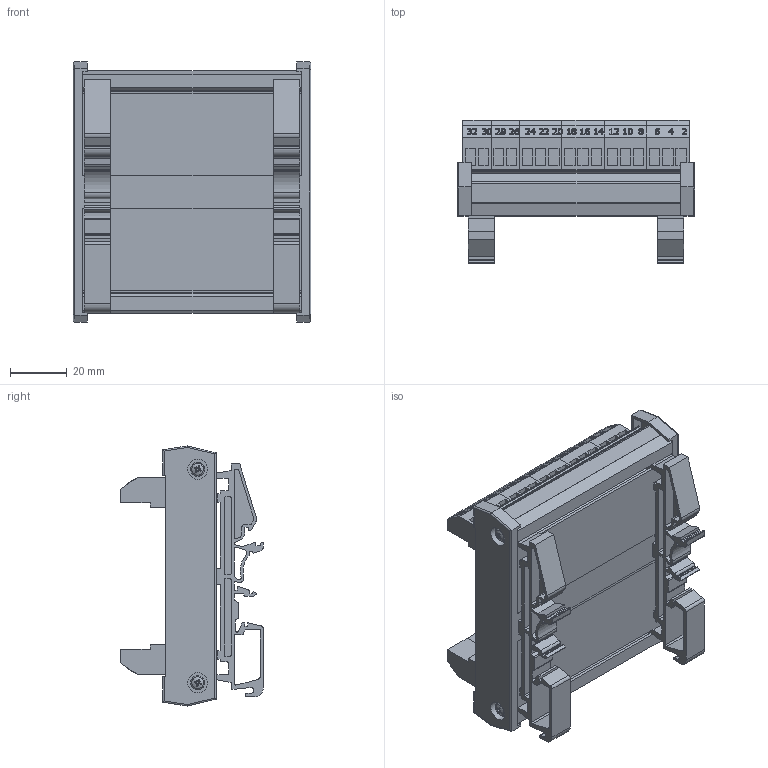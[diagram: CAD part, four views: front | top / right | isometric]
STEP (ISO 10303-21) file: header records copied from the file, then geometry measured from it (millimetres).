
FILE_DESCRIPTION((''),'2;1');
FILE_NAME('8838.2.stp','2014-01-13T11:44:17',('roland'),(''),'Autodesk Inventor 2013','Autodesk Inventor 2013','');
FILE_SCHEMA(('CONFIG_CONTROL_DESIGN'));
Length unit declared in the file: millimetre
Products named in the file (10): 8838; 16 plate; 2 hole green; 3 hole green; 16diodes; BASE SIDE; BASE LEGS; BS EN ISO 7045 Z - Metric M2.5 x 10 - 4.8 - Z; 16 lable1N; 16 lable2N
Assembly tree (24 placements, depth 2):
  8838
    16 plate
    2 hole green  x4
    3 hole green  x8
    16diodes
    BASE SIDE  x2
    BASE LEGS  x2
    BS EN ISO 7045 Z - Metric M2.5 x 10 - 4.8 - Z  x4
    16 lable1N
    16 lable2N
Bounding box: 84 x 50.69 x 91.98 mm (x, y, z)
Volume: 63453.7 mm3; surface area: 81899.4 mm2
Topology: 24 solids, 24 shells, 2306 faces, 6227 edges, 4134 vertices
Faces by surface type: plane 1305, bspline 528, cylinder 385, cone 64, torus 20, sphere 4
Full cylindrical faces by diameter (mm): 1 x96, 1.3 x32, 2.256 x4, 2.5 x4, 3.2 x4, 3.75 x32, 7 x4, 9 x4
Entity records: 55638 total; most frequent: CARTESIAN_POINT 16238, ORIENTED_EDGE 8818, DIRECTION 6187, EDGE_CURVE 4409, VERTEX_POINT 3030, VECTOR 2749, LINE 2749, EDGE_LOOP 2145
